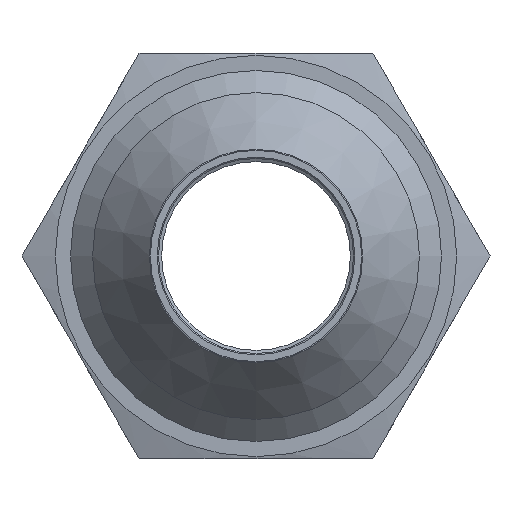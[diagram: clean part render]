
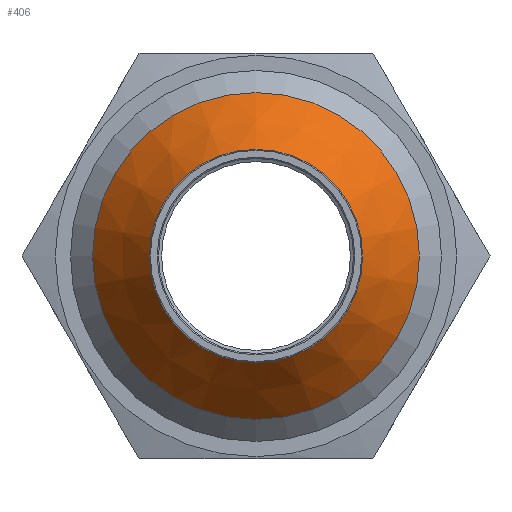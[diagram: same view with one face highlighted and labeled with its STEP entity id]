
A CAD part, left-side view. The second image highlights one B-rep face of the part: STEP entity #406.
In plain terms, the highlighted conical face has half-angle 37 degrees and reference radius 6.864 mm.
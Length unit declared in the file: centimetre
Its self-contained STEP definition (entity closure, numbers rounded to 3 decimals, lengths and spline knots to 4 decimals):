
#65=FACE_BOUND('',#129,.T.);
#90=FACE_OUTER_BOUND('',#128,.T.);
#128=EDGE_LOOP('',(#286));
#129=EDGE_LOOP('',(#287));
#178=CIRCLE('',#447,0.5429);
#180=CIRCLE('',#450,0.8319);
#202=VERTEX_POINT('',#629);
#204=VERTEX_POINT('',#634);
#238=EDGE_CURVE('',#202,#202,#178,.T.);
#240=EDGE_CURVE('',#204,#204,#180,.T.);
#286=ORIENTED_EDGE('',*,*,#240,.T.);
#287=ORIENTED_EDGE('',*,*,#238,.F.);
#358=CONICAL_SURFACE('',#449,0.6864,37.);
#406=ADVANCED_FACE('',(#90,#65),#358,.T.);
#447=AXIS2_PLACEMENT_3D('',#630,#519,#520);
#449=AXIS2_PLACEMENT_3D('',#633,#523,#524);
#450=AXIS2_PLACEMENT_3D('',#635,#525,#526);
#519=DIRECTION('center_axis',(-1.,0.,0.));
#520=DIRECTION('ref_axis',(0.,0.,-1.));
#523=DIRECTION('center_axis',(1.,0.,0.));
#524=DIRECTION('ref_axis',(0.,0.,1.));
#525=DIRECTION('center_axis',(-1.,0.,0.));
#526=DIRECTION('ref_axis',(0.,0.,1.));
#629=CARTESIAN_POINT('',(0.0025,0.,0.5429));
#630=CARTESIAN_POINT('Origin',(0.0025,0.,
0.));
#633=CARTESIAN_POINT('Origin',(0.193,0.,
0.));
#634=CARTESIAN_POINT('',(0.3859,0.,0.8319));
#635=CARTESIAN_POINT('Origin',(0.3859,0.,0.));
